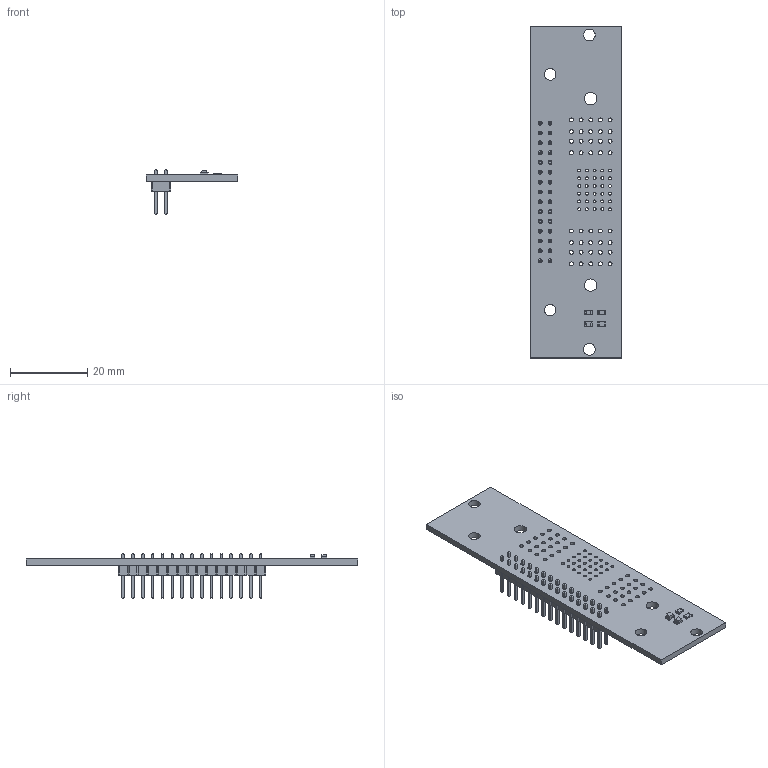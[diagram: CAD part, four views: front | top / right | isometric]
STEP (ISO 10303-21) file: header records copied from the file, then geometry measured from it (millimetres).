
FILE_DESCRIPTION(('KiCad electronic assembly'),'2;1');
FILE_NAME('BATDATSOCKET01.step','2023-11-06T23:53:36',('Pcbnew'),( 'Kicad'),'Open CASCADE STEP processor 7.6','KiCad to STEP converter' ,'Unknown');
FILE_SCHEMA(('AUTOMOTIVE_DESIGN { 1 0 10303 214 1 1 1 1 }'));
Length unit declared in the file: millimetre
Products named in the file (8): BATDATSOCKET01 1; R_0805_2012Metric; SOLID; LED_0805_2012Metric; PinHeader_2x15_P2.54mm_Vertical; tmpk3oov9rk PCB
Assembly tree (9 placements, depth 3):
  BATDATSOCKET01 1
    R_0805_2012Metric  x2
      SOLID
    LED_0805_2012Metric  x2
      SOLID
    PinHeader_2x15_P2.54mm_Vertical
      SOLID
    tmpk3oov9rk PCB
Bounding box: 23.61 x 85.85 x 11.54 mm (x, y, z)
Volume: 3625 mm3; surface area: 6055.1 mm2
Topology: 6 solids, 6 shells, 898 faces, 2208 edges, 1384 vertices
Faces by surface type: plane 760, cylinder 138
Full cylindrical faces by diameter (mm): 0.75 x30, 1 x30, 1.02 x40, 3 x4, 3.2 x2
Entity records: 55862 total; most frequent: CARTESIAN_POINT 9475, DIRECTION 7701, LINE 5533, VECTOR 5533, ORIENTED_EDGE 4014, PCURVE 4014, DEFINITIONAL_REPRESENTATION 4014, EDGE_CURVE 2007
